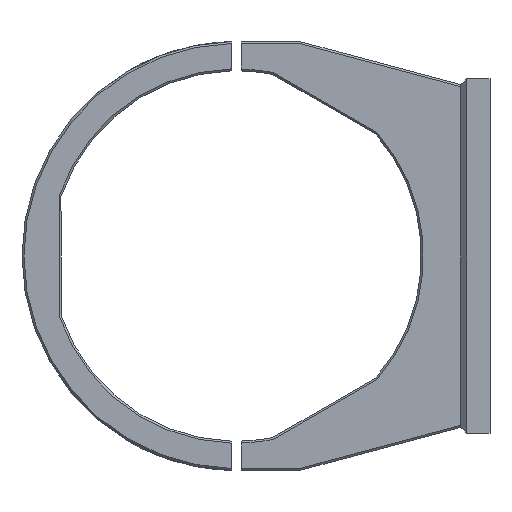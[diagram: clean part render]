
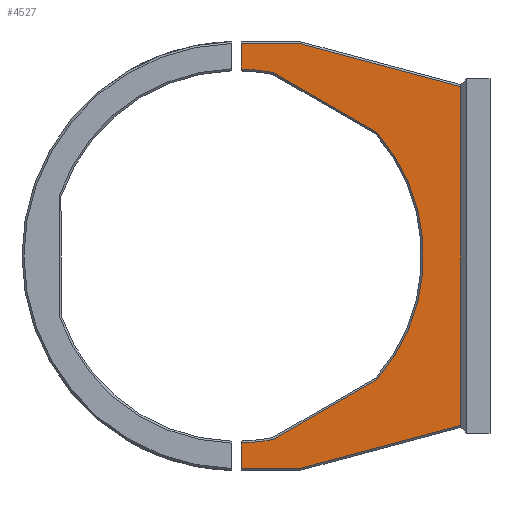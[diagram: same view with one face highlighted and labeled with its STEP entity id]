
A CAD part, left-side view. The second image highlights one B-rep face of the part: STEP entity #4527.
In plain terms, the highlighted planar face has unit normal (-1, 0, 0).
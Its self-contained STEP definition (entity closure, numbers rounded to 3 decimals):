
#1223 = AXIS2_PLACEMENT_3D ( 'NONE', #1660, #1661, #1662 ) ;
#1641 = PLANE ( 'NONE',  #1223 ) ;
#1660 = CARTESIAN_POINT ( 'NONE',  ( 234.925, 0., 0. ) ) ;
#1661 = DIRECTION ( 'NONE',  ( -1., 0., 0. ) ) ;
#1662 = DIRECTION ( 'NONE',  ( 0., 0., 1. ) ) ;
#1766 = CARTESIAN_POINT ( 'NONE',  ( 234.925, -115., 86.859 ) ) ;
#1930 = FACE_OUTER_BOUND ( 'NONE', #5884, .T. ) ;
#2466 = AXIS2_PLACEMENT_3D ( 'NONE', #3621, #3622, #3623 ) ;
#2467 = AXIS2_PLACEMENT_3D ( 'NONE', #3626, #3627, #3628 ) ;
#2468 = AXIS2_PLACEMENT_3D ( 'NONE', #3629, #3630, #3631 ) ;
#3421 = CARTESIAN_POINT ( 'NONE',  ( 234.925, 0., -109. ) ) ;
#3464 = LINE ( 'NONE', #3421, #3475 ) ;
#3475 = VECTOR ( 'NONE', #3550, 1000. ) ;
#3476 = LINE ( 'NONE', #3553, #3479 ) ;
#3479 = VECTOR ( 'NONE', #3554, 1000. ) ;
#3521 = LINE ( 'NONE', #3593, #3523 ) ;
#3523 = VECTOR ( 'NONE', #3594, 1000. ) ;
#3524 = LINE ( 'NONE', #3606, #3526 ) ;
#3526 = VECTOR ( 'NONE', #3610, 1000. ) ;
#3527 = LINE ( 'NONE', #3607, #3530 ) ;
#3530 = VECTOR ( 'NONE', #3614, 1000. ) ;
#3531 = LINE ( 'NONE', #3617, #3534 ) ;
#3533 = CIRCLE ( 'NONE', #2466, 95.905 ) ;
#3534 = VECTOR ( 'NONE', #3618, 1000. ) ;
#3535 = LINE ( 'NONE', #3612, #3537 ) ;
#3536 = CIRCLE ( 'NONE', #2467, 95.905 ) ;
#3537 = VECTOR ( 'NONE', #3605, 1000. ) ;
#3538 = LINE ( 'NONE', #3619, #3540 ) ;
#3539 = CIRCLE ( 'NONE', #2468, 95.905 ) ;
#3540 = VECTOR ( 'NONE', #3620, 1000. ) ;
#3541 = LINE ( 'NONE', #3624, #3543 ) ;
#3543 = VECTOR ( 'NONE', #3625, 1000. ) ;
#3550 = DIRECTION ( 'NONE',  ( 0., -1., 0. ) ) ;
#3553 = CARTESIAN_POINT ( 'NONE',  ( 234.925, -29.418, -109.79 ) ) ;
#3554 = DIRECTION ( 'NONE',  ( 0., -0.966, 0.259 ) ) ;
#3593 = CARTESIAN_POINT ( 'NONE',  ( 234.925, -2.5, 94.872 ) ) ;
#3594 = DIRECTION ( 'NONE',  ( 0., 0., 1. ) ) ;
#3605 = DIRECTION ( 'NONE',  ( 0., -0.866, -0.5 ) ) ;
#3606 = CARTESIAN_POINT ( 'NONE',  ( 234.925, 0., 109. ) ) ;
#3607 = CARTESIAN_POINT ( 'NONE',  ( 234.925, -29.418, 109.79 ) ) ;
#3610 = DIRECTION ( 'NONE',  ( 0., 1., 0. ) ) ;
#3612 = CARTESIAN_POINT ( 'NONE',  ( 234.925, -45.45, 78.722 ) ) ;
#3614 = DIRECTION ( 'NONE',  ( 0., 0.966, 0.259 ) ) ;
#3617 = CARTESIAN_POINT ( 'NONE',  ( 234.925, -115., -87.894 ) ) ;
#3618 = DIRECTION ( 'NONE',  ( 0., 0., -1. ) ) ;
#3619 = CARTESIAN_POINT ( 'NONE',  ( 234.925, -45.45, -78.722 ) ) ;
#3620 = DIRECTION ( 'NONE',  ( 0., 0.866, -0.5 ) ) ;
#3621 = CARTESIAN_POINT ( 'NONE',  ( 234.925, 0., 0. ) ) ;
#3622 = DIRECTION ( 'NONE',  ( 1., 0., 0. ) ) ;
#3623 = DIRECTION ( 'NONE',  ( 0., 0., 1. ) ) ;
#3624 = CARTESIAN_POINT ( 'NONE',  ( 234.925, -2.5, -94.872 ) ) ;
#3625 = DIRECTION ( 'NONE',  ( 0., 0., 1. ) ) ;
#3626 = CARTESIAN_POINT ( 'NONE',  ( 234.925, 0., 0. ) ) ;
#3627 = DIRECTION ( 'NONE',  ( 1., 0., 0. ) ) ;
#3628 = DIRECTION ( 'NONE',  ( 0., 0., 1. ) ) ;
#3629 = CARTESIAN_POINT ( 'NONE',  ( 234.925, 0., 0. ) ) ;
#3630 = DIRECTION ( 'NONE',  ( 1., 0., 0. ) ) ;
#3631 = DIRECTION ( 'NONE',  ( 0., 0., 1. ) ) ;
#3661 = CARTESIAN_POINT ( 'NONE',  ( 234.925, -2.5, -109. ) ) ;
#3668 = CARTESIAN_POINT ( 'NONE',  ( 234.925, -32.368, -109. ) ) ;
#3671 = CARTESIAN_POINT ( 'NONE',  ( 234.925, -115., -86.859 ) ) ;
#3682 = CARTESIAN_POINT ( 'NONE',  ( 234.925, -2.5, 109. ) ) ;
#3683 = CARTESIAN_POINT ( 'NONE',  ( 234.925, -2.5, 95.873 ) ) ;
#3684 = CARTESIAN_POINT ( 'NONE',  ( 234.925, -18.969, 94.011 ) ) ;
#3685 = CARTESIAN_POINT ( 'NONE',  ( 234.925, -32.368, 109. ) ) ;
#3686 = CARTESIAN_POINT ( 'NONE',  ( 234.925, -71.931, 63.433 ) ) ;
#3687 = CARTESIAN_POINT ( 'NONE',  ( 234.925, -71.931, -63.433 ) ) ;
#3688 = CARTESIAN_POINT ( 'NONE',  ( 234.925, -18.969, -94.011 ) ) ;
#3689 = CARTESIAN_POINT ( 'NONE',  ( 234.925, -2.5, -95.873 ) ) ;
#4527 = ADVANCED_FACE ( 'NONE', ( #1930 ), #1641, .T. ) ;
#4623 = VERTEX_POINT ( 'NONE', #1766 ) ;
#5703 = EDGE_CURVE ( 'NONE', #5905, #5904, #3464, .T. ) ;
#5705 = EDGE_CURVE ( 'NONE', #5904, #5908, #3476, .T. ) ;
#5728 = EDGE_CURVE ( 'NONE', #5920, #5919, #3521, .T. ) ;
#5731 = EDGE_CURVE ( 'NONE', #5922, #5919, #3524, .T. ) ;
#5733 = EDGE_CURVE ( 'NONE', #4623, #5922, #3527, .T. ) ;
#5735 = EDGE_CURVE ( 'NONE', #4623, #5908, #3531, .T. ) ;
#5736 = EDGE_CURVE ( 'NONE', #5920, #5921, #3533, .T. ) ;
#5737 = EDGE_CURVE ( 'NONE', #5921, #5923, #3535, .T. ) ;
#5738 = EDGE_CURVE ( 'NONE', #5923, #5924, #3536, .T. ) ;
#5739 = EDGE_CURVE ( 'NONE', #5924, #5925, #3538, .T. ) ;
#5740 = EDGE_CURVE ( 'NONE', #5925, #5926, #3539, .T. ) ;
#5741 = EDGE_CURVE ( 'NONE', #5905, #5926, #3541, .T. ) ;
#5808 = ORIENTED_EDGE ( 'NONE', *, *, #5735, .F. ) ;
#5809 = ORIENTED_EDGE ( 'NONE', *, *, #5733, .T. ) ;
#5810 = ORIENTED_EDGE ( 'NONE', *, *, #5731, .T. ) ;
#5811 = ORIENTED_EDGE ( 'NONE', *, *, #5728, .F. ) ;
#5812 = ORIENTED_EDGE ( 'NONE', *, *, #5736, .T. ) ;
#5813 = ORIENTED_EDGE ( 'NONE', *, *, #5737, .T. ) ;
#5814 = ORIENTED_EDGE ( 'NONE', *, *, #5738, .T. ) ;
#5815 = ORIENTED_EDGE ( 'NONE', *, *, #5739, .T. ) ;
#5816 = ORIENTED_EDGE ( 'NONE', *, *, #5740, .T. ) ;
#5817 = ORIENTED_EDGE ( 'NONE', *, *, #5741, .F. ) ;
#5818 = ORIENTED_EDGE ( 'NONE', *, *, #5703, .T. ) ;
#5819 = ORIENTED_EDGE ( 'NONE', *, *, #5705, .T. ) ;
#5884 = EDGE_LOOP ( 'NONE', ( #5808, #5809, #5810, #5811, #5812, #5813, #5814, #5815, #5816, #5817, #5818, #5819 ) ) ;
#5904 = VERTEX_POINT ( 'NONE', #3668 ) ;
#5905 = VERTEX_POINT ( 'NONE', #3661 ) ;
#5908 = VERTEX_POINT ( 'NONE', #3671 ) ;
#5919 = VERTEX_POINT ( 'NONE', #3682 ) ;
#5920 = VERTEX_POINT ( 'NONE', #3683 ) ;
#5921 = VERTEX_POINT ( 'NONE', #3684 ) ;
#5922 = VERTEX_POINT ( 'NONE', #3685 ) ;
#5923 = VERTEX_POINT ( 'NONE', #3686 ) ;
#5924 = VERTEX_POINT ( 'NONE', #3687 ) ;
#5925 = VERTEX_POINT ( 'NONE', #3688 ) ;
#5926 = VERTEX_POINT ( 'NONE', #3689 ) ;
